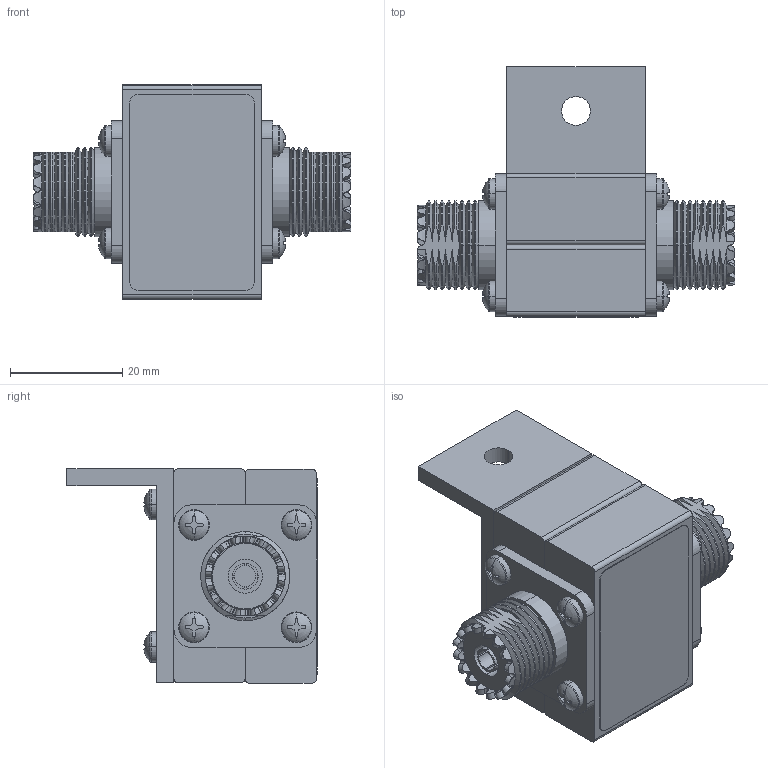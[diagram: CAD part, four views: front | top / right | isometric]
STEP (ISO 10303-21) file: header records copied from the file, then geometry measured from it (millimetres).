
FILE_DESCRIPTION (( 'STEP AP214' ), '1' );
FILE_NAME ('LCSP1026.STEP', '2018-04-12T12:47:54', ( '' ), ( '' ), 'SwSTEP 2.0', 'SolidWorks 2017', '' );
FILE_SCHEMA (( 'AUTOMOTIVE_DESIGN' ));
Length unit declared in the file: inch
Products named in the file (14): 2003-3415_BLK; 5100-0007; 2021-2100-02; 9030-0084; 2021-2100-01; 5230-0002; 2021-2100; 5100-0006; 4033-0171; LCSP1026; 1081-0251-05; 9040-0603; 2103-190
Assembly tree (22 placements, depth 4):
  LCSP1026
    9030-0084
      5100-0007
      2103-190
    1081-0251-05  x10
    2021-2100-01
      2021-2100
    2003-3415_BLK
    5230-0002
    5100-0006
    9040-0603
      2021-2100-02
        2021-2100
      4033-0171
Bounding box: 56.64 x 44.58 x 38.2 mm (x, y, z)
Volume: 29998.8 mm3; surface area: 22220.1 mm2
Topology: 18 solids, 18 shells, 1682 faces, 3938 edges, 2321 vertices
Faces by surface type: cylinder 653, cone 608, plane 379, torus 40, bspline 2
Entity records: 23835 total; most frequent: CARTESIAN_POINT 5763, ORIENTED_EDGE 3696, DIRECTION 3605, EDGE_CURVE 1848, AXIS2_PLACEMENT_3D 1402, VERTEX_POINT 1178, LINE 801, VECTOR 801
